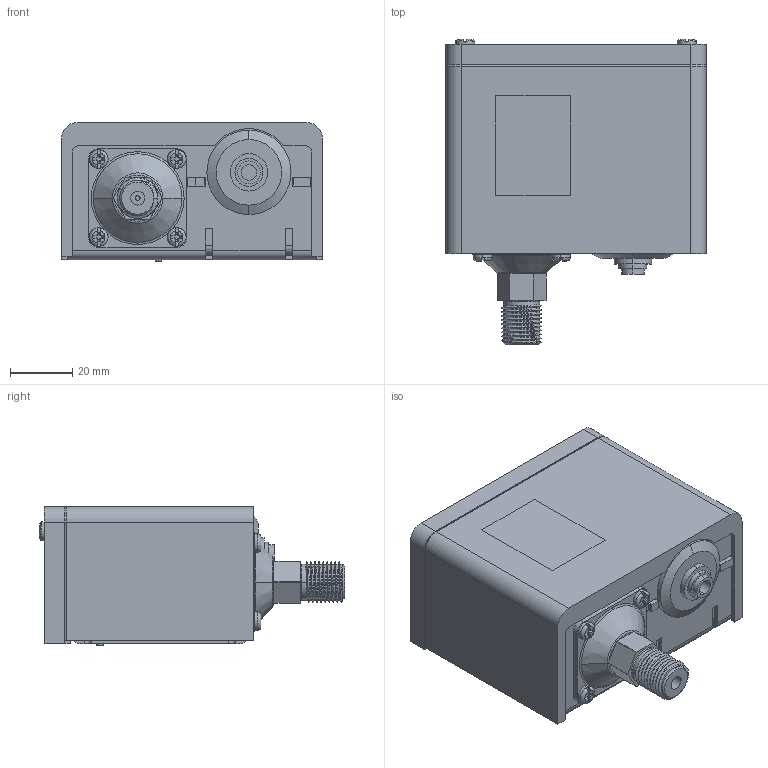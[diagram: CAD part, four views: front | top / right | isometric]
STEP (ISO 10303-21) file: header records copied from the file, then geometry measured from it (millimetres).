
FILE_DESCRIPTION (( 'STEP AP214' ), '1' );
FILE_NAME ('Ðåëå èçáûòî÷íîãî äàâëåíèÿ EKF RVG-20-0,6 (0,6 ÌÏà) 6.STEP', '2021-11-15T10:45:17', ( '' ), ( '' ), 'SwSTEP 2.0', 'SolidWorks 2021', '' );
FILE_SCHEMA (( 'AUTOMOTIVE_DESIGN' ));
Length unit declared in the file: millimetre
Products named in the file (1): Ðåëå èçáûòî÷íîãî äàâëåíèÿ EKF RVG-20-0,6 (0,6 ÌÏà) 6
Bounding box: 83.5 x 97.97 x 44.6 mm (x, y, z)
Volume: 67384.5 mm3; surface area: 64993.5 mm2
Topology: 17 solids, 17 shells, 534 faces, 1394 edges, 919 vertices
Faces by surface type: plane 337, cylinder 155, torus 18, cone 12, sphere 8, bspline 4
Entity records: 19730 total; most frequent: CARTESIAN_POINT 4540, ORIENTED_EDGE 2788, DIRECTION 2709, EDGE_CURVE 1394, VERTEX_POINT 919, AXIS2_PLACEMENT_3D 918, LINE 873, VECTOR 873
